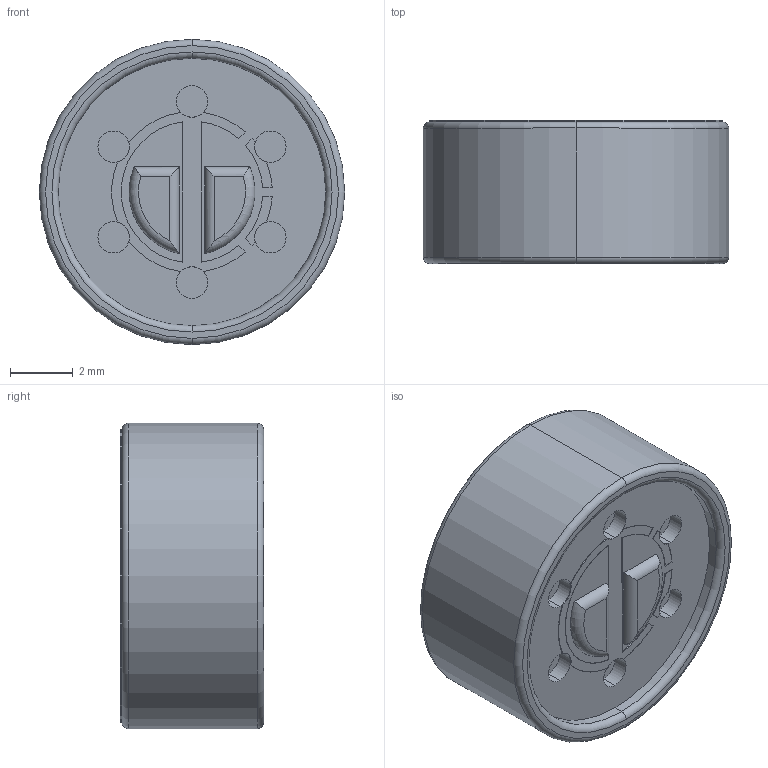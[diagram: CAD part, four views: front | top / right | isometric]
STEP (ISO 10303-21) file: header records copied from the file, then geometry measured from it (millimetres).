
FILE_DESCRIPTION (( 'STEP AP214' ), '1' );
FILE_NAME ('CUI-$PARTNUMBER.STEP', '2011-01-31T13:07:56', ( 'SysAdmin' ), ( 'SolidWorks' ), 'SwSTEP 2.0', 'SolidWorks 2011', '' );
FILE_SCHEMA (( 'AUTOMOTIVE_DESIGN' ));
Length unit declared in the file: millimetre
Products named in the file (1): CUI-$PARTNUMBER
Bounding box: 9.7 x 4.55 x 9.7 mm (x, y, z)
Volume: 306.5 mm3; surface area: 317.8 mm2
Topology: 4 solids, 4 shells, 76 faces, 169 edges, 110 vertices
Faces by surface type: cylinder 43, plane 25, torus 8
Entity records: 3036 total; most frequent: DIRECTION 409, CARTESIAN_POINT 386, ORIENTED_EDGE 338, AXIS2_PLACEMENT_3D 169, EDGE_CURVE 169, VERTEX_POINT 110, CIRCLE 92, EDGE_LOOP 87
